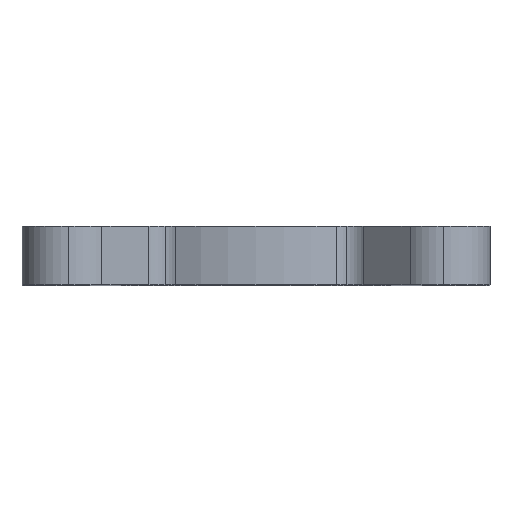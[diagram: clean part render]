
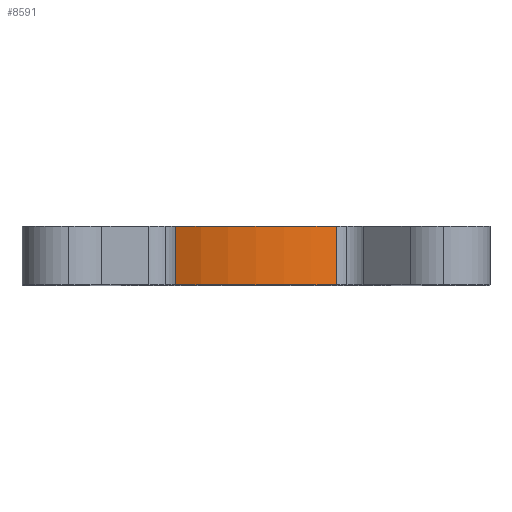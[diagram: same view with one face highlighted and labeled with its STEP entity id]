
A CAD part, top view. The second image highlights one B-rep face of the part: STEP entity #8591.
In plain terms, the highlighted cylindrical face has radius 16 mm (diameter 32 mm), a partial arc.
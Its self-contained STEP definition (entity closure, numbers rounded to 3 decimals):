
#48 = CYLINDRICAL_SURFACE ( 'NONE', #10212, 16. ) ;
#112 = ORIENTED_EDGE ( 'NONE', *, *, #1546, .T. ) ;
#1105 = DIRECTION ( 'NONE',  ( 0., -1., 0. ) ) ;
#1546 = EDGE_CURVE ( 'NONE', #14353, #21917, #10742, .T. ) ;
#1785 = ORIENTED_EDGE ( 'NONE', *, *, #8063, .T. ) ;
#3090 = VECTOR ( 'NONE', #7231, 1000. ) ;
#3946 = VERTEX_POINT ( 'NONE', #15443 ) ;
#7039 = FACE_OUTER_BOUND ( 'NONE', #14327, .T. ) ;
#7043 = DIRECTION ( 'NONE',  ( 0., 1., 0. ) ) ;
#7231 = DIRECTION ( 'NONE',  ( 0., 1., 0. ) ) ;
#7450 = DIRECTION ( 'NONE',  ( 0., -1., 0. ) ) ;
#8063 = EDGE_CURVE ( 'NONE', #9202, #3946, #15943, .T. ) ;
#8591 = ADVANCED_FACE ( 'NONE', ( #7039 ), #48, .T. ) ;
#8728 = CARTESIAN_POINT ( 'NONE',  ( 6.895, 0., 14.438 ) ) ;
#9095 = DIRECTION ( 'NONE',  ( 0., 0., 1. ) ) ;
#9202 = VERTEX_POINT ( 'NONE', #25491 ) ;
#10212 = AXIS2_PLACEMENT_3D ( 'NONE', #19103, #1105, #13381 ) ;
#10742 = LINE ( 'NONE', #15349, #3090 ) ;
#10878 = AXIS2_PLACEMENT_3D ( 'NONE', #17883, #22011, #17613 ) ;
#11333 = CARTESIAN_POINT ( 'NONE',  ( -6.895, 5., 14.438 ) ) ;
#13381 = DIRECTION ( 'NONE',  ( 0., 0., -1. ) ) ;
#14327 = EDGE_LOOP ( 'NONE', ( #25996, #112, #18339, #1785 ) ) ;
#14353 = VERTEX_POINT ( 'NONE', #8728 ) ;
#15349 = CARTESIAN_POINT ( 'NONE',  ( 6.895, 5., 14.438 ) ) ;
#15443 = CARTESIAN_POINT ( 'NONE',  ( -6.895, 0., 14.438 ) ) ;
#15943 = LINE ( 'NONE', #11333, #20421 ) ;
#17564 = CIRCLE ( 'NONE', #23812, 16. ) ;
#17613 = DIRECTION ( 'NONE',  ( 0., 0., 1. ) ) ;
#17883 = CARTESIAN_POINT ( 'NONE',  ( 0., 5., 0. ) ) ;
#18339 = ORIENTED_EDGE ( 'NONE', *, *, #23445, .F. ) ;
#19103 = CARTESIAN_POINT ( 'NONE',  ( 0., 5., 0. ) ) ;
#19714 = EDGE_CURVE ( 'NONE', #3946, #14353, #17564, .T. ) ;
#19775 = CIRCLE ( 'NONE', #10878, 16. ) ;
#20421 = VECTOR ( 'NONE', #7450, 1000. ) ;
#21917 = VERTEX_POINT ( 'NONE', #22523 ) ;
#22011 = DIRECTION ( 'NONE',  ( 0., 1., 0. ) ) ;
#22523 = CARTESIAN_POINT ( 'NONE',  ( 6.895, 5., 14.438 ) ) ;
#23445 = EDGE_CURVE ( 'NONE', #9202, #21917, #19775, .T. ) ;
#23731 = CARTESIAN_POINT ( 'NONE',  ( 0., 0., 0. ) ) ;
#23812 = AXIS2_PLACEMENT_3D ( 'NONE', #23731, #7043, #9095 ) ;
#25491 = CARTESIAN_POINT ( 'NONE',  ( -6.895, 5., 14.438 ) ) ;
#25996 = ORIENTED_EDGE ( 'NONE', *, *, #19714, .T. ) ;
